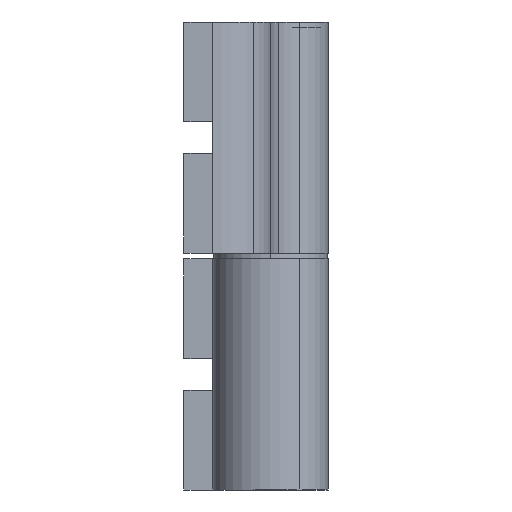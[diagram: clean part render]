
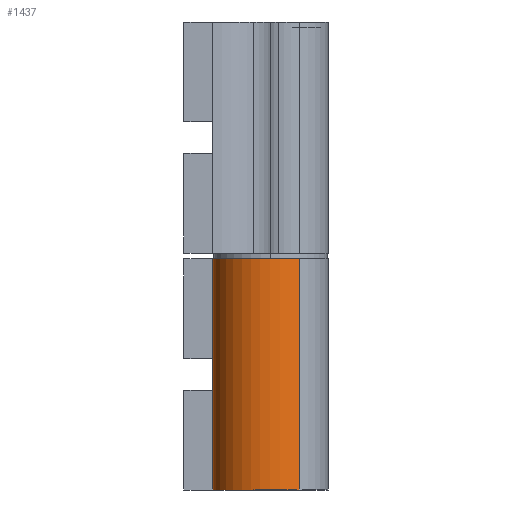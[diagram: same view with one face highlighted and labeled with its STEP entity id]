
A CAD part, left-side view. The second image highlights one B-rep face of the part: STEP entity #1437.
In plain terms, the highlighted cylindrical face has radius 6.35 mm (diameter 12.7 mm), a partial arc.
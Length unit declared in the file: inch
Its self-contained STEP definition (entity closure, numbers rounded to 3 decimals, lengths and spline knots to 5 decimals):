
#1396=CARTESIAN_POINT('',(-1.045,0.0,-0.525));
#1397=DIRECTION('',(0.,0.,-1.0));
#1398=DIRECTION('',(-0.866,-0.5,0.));
#1399=AXIS2_PLACEMENT_3D('',#1396,#1397,#1398);
#1400=CYLINDRICAL_SURFACE('',#1399,0.25);
#1401=CARTESIAN_POINT('',(-1.26151,-0.125,-0.525));
#1402=VERTEX_POINT('',#1401);
#1403=CARTESIAN_POINT('',(-1.26151,-0.125,-1.525));
#1404=VERTEX_POINT('',#1403);
#1405=CARTESIAN_POINT('',(-1.26151,-0.125,-0.525));
#1406=DIRECTION('',(0.0,0.0,-1.0));
#1407=VECTOR('',#1406,1.0);
#1408=LINE('',#1405,#1407);
#1409=EDGE_CURVE('',#1402,#1404,#1408,.T.);
#1410=ORIENTED_EDGE('',*,*,#1409,.F.);
#1411=CARTESIAN_POINT('',(-1.045,0.25,-0.525));
#1412=VERTEX_POINT('',#1411);
#1413=CARTESIAN_POINT('',(-1.045,0.0,-0.525));
#1414=DIRECTION('',(0.,0.,1.));
#1415=DIRECTION('',(-0.866,-0.5,0.));
#1416=AXIS2_PLACEMENT_3D('',#1413,#1414,#1415);
#1417=CIRCLE('',#1416,0.25);
#1418=EDGE_CURVE('',#1412,#1402,#1417,.T.);
#1419=ORIENTED_EDGE('',*,*,#1418,.F.);
#1420=CARTESIAN_POINT('',(-1.045,0.25,-1.525));
#1421=VERTEX_POINT('',#1420);
#1422=CARTESIAN_POINT('',(-1.045,0.25,-0.525));
#1423=DIRECTION('',(0.0,0.0,-1.0));
#1424=VECTOR('',#1423,1.0);
#1425=LINE('',#1422,#1424);
#1426=EDGE_CURVE('',#1412,#1421,#1425,.T.);
#1427=ORIENTED_EDGE('',*,*,#1426,.T.);
#1428=CARTESIAN_POINT('',(-1.045,0.0,-1.525));
#1429=DIRECTION('',(0.,0.,1.));
#1430=DIRECTION('',(-0.866,-0.5,0.));
#1431=AXIS2_PLACEMENT_3D('',#1428,#1429,#1430);
#1432=CIRCLE('',#1431,0.25);
#1433=EDGE_CURVE('',#1421,#1404,#1432,.T.);
#1434=ORIENTED_EDGE('',*,*,#1433,.T.);
#1435=EDGE_LOOP('',(#1410,#1419,#1427,#1434));
#1436=FACE_OUTER_BOUND('',#1435,.T.);
#1437=ADVANCED_FACE('',(#1436),#1400,.T.);
